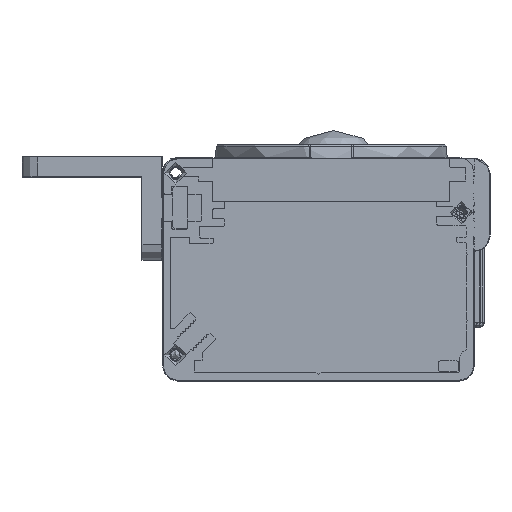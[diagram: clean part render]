
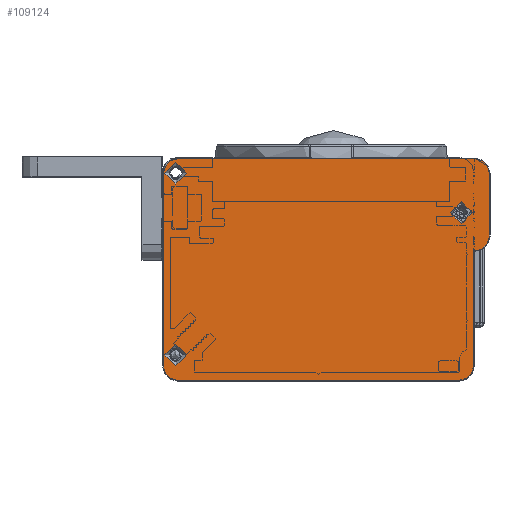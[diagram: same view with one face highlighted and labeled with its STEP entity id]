
A CAD part, front view. The second image highlights one B-rep face of the part: STEP entity #109124.
In plain terms, the highlighted planar face has unit normal (0, -1, 0).
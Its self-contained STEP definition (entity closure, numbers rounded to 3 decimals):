
#7040=FACE_BOUND('',#16758,.T.);
#7041=FACE_BOUND('',#16759,.T.);
#7042=FACE_BOUND('',#16760,.T.);
#10693=FACE_OUTER_BOUND('',#16757,.T.);
#16757=EDGE_LOOP('',(#89387,#89388,#89389,#89390,#89391,#89392,#89393,#89394,
#89395,#89396));
#16758=EDGE_LOOP('',(#89397));
#16759=EDGE_LOOP('',(#89398));
#16760=EDGE_LOOP('',(#89399));
#20723=CIRCLE('',#116382,2.9);
#20728=CIRCLE('',#116389,2.9);
#20732=CIRCLE('',#116395,2.9);
#20736=CIRCLE('',#116401,2.9);
#20740=CIRCLE('',#116407,2.9);
#20745=CIRCLE('',#116419,2.1);
#20746=CIRCLE('',#116420,2.1);
#20747=CIRCLE('',#116421,2.1);
#28802=LINE('',#184924,#40443);
#28804=LINE('',#184936,#40445);
#28806=LINE('',#184948,#40447);
#28808=LINE('',#184960,#40449);
#28811=LINE('',#184970,#40452);
#40443=VECTOR('',#136170,12.);
#40445=VECTOR('',#136184,57.);
#40447=VECTOR('',#136198,37.);
#40449=VECTOR('',#136212,54.);
#40452=VECTOR('',#136225,22.102);
#51243=VERTEX_POINT('',#184899);
#51244=VERTEX_POINT('',#184900);
#51247=VERTEX_POINT('',#184921);
#51249=VERTEX_POINT('',#184927);
#51251=VERTEX_POINT('',#184933);
#51253=VERTEX_POINT('',#184939);
#51255=VERTEX_POINT('',#184945);
#51257=VERTEX_POINT('',#184951);
#51259=VERTEX_POINT('',#184957);
#51261=VERTEX_POINT('',#184963);
#51270=VERTEX_POINT('',#184996);
#51271=VERTEX_POINT('',#184998);
#51272=VERTEX_POINT('',#185000);
#64600=EDGE_CURVE('',#51243,#51244,#20723,.T.);
#64605=EDGE_CURVE('',#51244,#51247,#28802,.T.);
#64608=EDGE_CURVE('',#51247,#51249,#20728,.T.);
#64611=EDGE_CURVE('',#51249,#51251,#28804,.T.);
#64614=EDGE_CURVE('',#51251,#51253,#20732,.T.);
#64617=EDGE_CURVE('',#51253,#51255,#28806,.T.);
#64620=EDGE_CURVE('',#51255,#51257,#20736,.T.);
#64623=EDGE_CURVE('',#51257,#51259,#28808,.T.);
#64626=EDGE_CURVE('',#51259,#51261,#20740,.T.);
#64629=EDGE_CURVE('',#51261,#51243,#28811,.T.);
#64642=EDGE_CURVE('',#51270,#51270,#20745,.T.);
#64643=EDGE_CURVE('',#51271,#51271,#20746,.T.);
#64644=EDGE_CURVE('',#51272,#51272,#20747,.T.);
#89387=ORIENTED_EDGE('',*,*,#64600,.T.);
#89388=ORIENTED_EDGE('',*,*,#64605,.T.);
#89389=ORIENTED_EDGE('',*,*,#64608,.T.);
#89390=ORIENTED_EDGE('',*,*,#64611,.T.);
#89391=ORIENTED_EDGE('',*,*,#64614,.T.);
#89392=ORIENTED_EDGE('',*,*,#64617,.T.);
#89393=ORIENTED_EDGE('',*,*,#64620,.T.);
#89394=ORIENTED_EDGE('',*,*,#64623,.T.);
#89395=ORIENTED_EDGE('',*,*,#64626,.T.);
#89396=ORIENTED_EDGE('',*,*,#64629,.T.);
#89397=ORIENTED_EDGE('',*,*,#64642,.F.);
#89398=ORIENTED_EDGE('',*,*,#64643,.F.);
#89399=ORIENTED_EDGE('',*,*,#64644,.F.);
#104263=PLANE('',#116418);
#109124=ADVANCED_FACE('',(#10693,#7040,#7041,#7042),#104263,.F.);
#116382=AXIS2_PLACEMENT_3D('',#184901,#136160,#136161);
#116389=AXIS2_PLACEMENT_3D('',#184930,#136176,#136177);
#116395=AXIS2_PLACEMENT_3D('',#184942,#136190,#136191);
#116401=AXIS2_PLACEMENT_3D('',#184954,#136204,#136205);
#116407=AXIS2_PLACEMENT_3D('',#184966,#136218,#136219);
#116418=AXIS2_PLACEMENT_3D('',#184995,#136251,#136252);
#116419=AXIS2_PLACEMENT_3D('',#184997,#136253,#136254);
#116420=AXIS2_PLACEMENT_3D('',#184999,#136255,#136256);
#116421=AXIS2_PLACEMENT_3D('',#185001,#136257,#136258);
#136160=DIRECTION('center_axis',(0.,-1.,0.));
#136161=DIRECTION('ref_axis',(0.707,0.,-0.707));
#136170=DIRECTION('',(0.,0.,1.));
#136176=DIRECTION('center_axis',(0.,-1.,0.));
#136177=DIRECTION('ref_axis',(0.707,0.,0.707));
#136184=DIRECTION('',(-1.,0.,0.));
#136190=DIRECTION('center_axis',(0.,-1.,0.));
#136191=DIRECTION('ref_axis',(-0.707,0.,0.707));
#136198=DIRECTION('',(0.,0.,-1.));
#136204=DIRECTION('center_axis',(0.,-1.,0.));
#136205=DIRECTION('ref_axis',(-0.707,0.,-0.707));
#136212=DIRECTION('',(1.,0.,0.));
#136218=DIRECTION('center_axis',(0.,-1.,0.));
#136219=DIRECTION('ref_axis',(0.707,0.,-0.707));
#136225=DIRECTION('',(0.,0.,1.));
#136251=DIRECTION('center_axis',(0.,1.,0.));
#136252=DIRECTION('ref_axis',(-1.,0.,0.));
#136253=DIRECTION('center_axis',(0.,-1.,0.));
#136254=DIRECTION('ref_axis',(-1.,0.,0.));
#136255=DIRECTION('center_axis',(0.,-1.,0.));
#136256=DIRECTION('ref_axis',(-1.,0.,0.));
#136257=DIRECTION('center_axis',(0.,-1.,0.));
#136258=DIRECTION('ref_axis',(-1.,0.,0.));
#184899=CARTESIAN_POINT('',(29.9,-52.,-9.8));
#184900=CARTESIAN_POINT('',(32.9,-52.,-6.902));
#184901=CARTESIAN_POINT('Origin',(30.,-52.,-6.902));
#184921=CARTESIAN_POINT('',(32.9,-52.,5.098));
#184924=CARTESIAN_POINT('',(32.9,-52.,-11.652));
#184927=CARTESIAN_POINT('',(30.,-52.,7.998));
#184930=CARTESIAN_POINT('Origin',(30.,-52.,5.098));
#184933=CARTESIAN_POINT('',(-27.,-52.,7.998));
#184936=CARTESIAN_POINT('',(-15.,-52.,7.998));
#184939=CARTESIAN_POINT('',(-29.9,-52.,5.098));
#184942=CARTESIAN_POINT('Origin',(-27.,-52.,5.098));
#184945=CARTESIAN_POINT('',(-29.9,-52.,-31.902));
#184948=CARTESIAN_POINT('',(-29.9,-52.,-24.152));
#184951=CARTESIAN_POINT('',(-27.,-52.,-34.802));
#184954=CARTESIAN_POINT('Origin',(-27.,-52.,-31.902));
#184957=CARTESIAN_POINT('',(27.,-52.,-34.802));
#184960=CARTESIAN_POINT('',(15.,-52.,-34.802));
#184963=CARTESIAN_POINT('',(29.9,-52.,-31.902));
#184966=CARTESIAN_POINT('Origin',(27.,-52.,-31.902));
#184970=CARTESIAN_POINT('',(29.9,-52.,-2.652));
#184995=CARTESIAN_POINT('Origin',(0.,-52.,
-13.402));
#184996=CARTESIAN_POINT('',(-29.6,-52.,-29.802));
#184997=CARTESIAN_POINT('Origin',(-27.5,-52.,-29.802));
#184998=CARTESIAN_POINT('',(25.4,-52.,-2.402));
#184999=CARTESIAN_POINT('Origin',(27.5,-52.,-2.402));
#185000=CARTESIAN_POINT('',(-29.6,-52.,5.198));
#185001=CARTESIAN_POINT('Origin',(-27.5,-52.,5.198));
